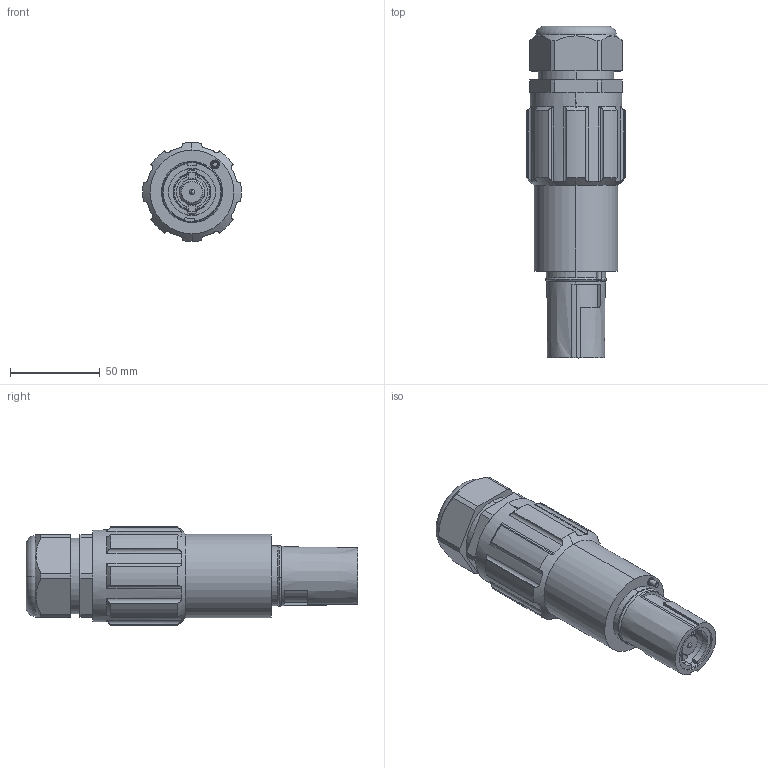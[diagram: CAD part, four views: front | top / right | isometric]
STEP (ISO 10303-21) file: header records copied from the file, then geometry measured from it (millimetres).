
FILE_DESCRIPTION (( 'STEP AP214' ), '1' );
FILE_NAME ('SPPC-PWL-LD-L1-BR-C-185-OS.STEP', '2019-07-24T08:55:40', ( '' ), ( '' ), 'SwSTEP 2.0', 'SolidWorks 2018', '' );
FILE_SCHEMA (( 'AUTOMOTIVE_DESIGN' ));
Length unit declared in the file: millimetre
Products named in the file (1): SPPC-PWL-LD-L1-BR-C-185-OS
Bounding box: 54.88 x 184.65 x 55 mm (x, y, z)
Volume: 260170 mm3; surface area: 44281.1 mm2
Topology: 4 solids, 7 shells, 268 faces, 664 edges, 425 vertices
Faces by surface type: cylinder 112, plane 102, cone 37, torus 16, sphere 1
Entity records: 10568 total; most frequent: CARTESIAN_POINT 2692, DIRECTION 1424, ORIENTED_EDGE 1318, EDGE_CURVE 659, AXIS2_PLACEMENT_3D 556, VERTEX_POINT 425, VECTOR 312, LINE 312
